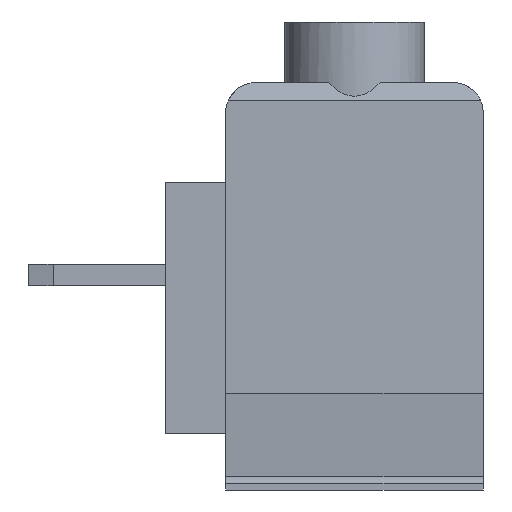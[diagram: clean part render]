
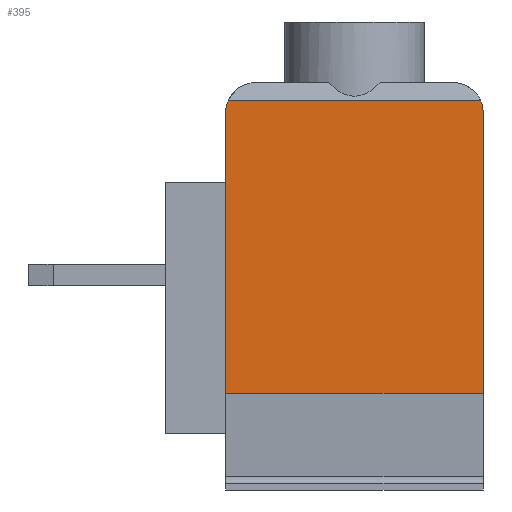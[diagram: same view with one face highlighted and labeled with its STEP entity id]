
A CAD part, left-side view. The second image highlights one B-rep face of the part: STEP entity #395.
In plain terms, the highlighted planar face has unit normal (-1, 0, 0).
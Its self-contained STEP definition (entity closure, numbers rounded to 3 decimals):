
#395 = ADVANCED_FACE( '', ( #938 ), #939, .T. );
#938 = FACE_OUTER_BOUND( '', #1632, .T. );
#939 = PLANE( '', #1633 );
#1632 = EDGE_LOOP( '', ( #2778, #2779, #2780, #2781, #2782, #2783 ) );
#1633 = AXIS2_PLACEMENT_3D( '', #2784, #2785, #2786 );
#2778 = ORIENTED_EDGE( '', *, *, #4489, .F. );
#2779 = ORIENTED_EDGE( '', *, *, #4490, .T. );
#2780 = ORIENTED_EDGE( '', *, *, #4431, .T. );
#2781 = ORIENTED_EDGE( '', *, *, #4491, .T. );
#2782 = ORIENTED_EDGE( '', *, *, #4179, .F. );
#2783 = ORIENTED_EDGE( '', *, *, #4345, .T. );
#2784 = CARTESIAN_POINT( '', ( -10., -4.25, -6.2 ) );
#2785 = DIRECTION( '', ( -1., 0., 0. ) );
#2786 = DIRECTION( '', ( 0., 0., 1. ) );
#4179 = EDGE_CURVE( '', #5039, #5041, #5042, .T. );
#4345 = EDGE_CURVE( '', #5039, #5318, #5320, .T. );
#4431 = EDGE_CURVE( '', #5452, #5450, #5453, .T. );
#4489 = EDGE_CURVE( '', #5546, #5318, #5547, .T. );
#4490 = EDGE_CURVE( '', #5546, #5452, #5548, .T. );
#4491 = EDGE_CURVE( '', #5450, #5041, #5549, .T. );
#5039 = VERTEX_POINT( '', #6256 );
#5041 = VERTEX_POINT( '', #6259 );
#5042 = LINE( '', #6260, #6261 );
#5318 = VERTEX_POINT( '', #6638 );
#5320 = CIRCLE( '', #6641, 1. );
#5450 = VERTEX_POINT( '', #6825 );
#5452 = VERTEX_POINT( '', #6828 );
#5453 = LINE( '', #6829, #6830 );
#5546 = VERTEX_POINT( '', #6967 );
#5547 = LINE( '', #6968, #6969 );
#5548 = LINE( '', #6970, #6971 );
#5549 = CIRCLE( '', #6972, 1. );
#6256 = CARTESIAN_POINT( '', ( -10., 4.167, 6.65 ) );
#6259 = CARTESIAN_POINT( '', ( -10., -4.167, 6.65 ) );
#6260 = CARTESIAN_POINT( '', ( -10., 4.25, 6.65 ) );
#6261 = VECTOR( '', #7755, 1000. );
#6638 = CARTESIAN_POINT( '', ( -10., 4.25, 6.25 ) );
#6641 = AXIS2_PLACEMENT_3D( '', #7945, #7946, #7947 );
#6825 = CARTESIAN_POINT( '', ( -10., -4.25, 6.25 ) );
#6828 = CARTESIAN_POINT( '', ( -10., -4.25, -3. ) );
#6829 = CARTESIAN_POINT( '', ( -10., -4.25, -6.2 ) );
#6830 = VECTOR( '', #8036, 1000. );
#6967 = CARTESIAN_POINT( '', ( -10., 4.25, -3. ) );
#6968 = CARTESIAN_POINT( '', ( -10., 4.25, -6.2 ) );
#6969 = VECTOR( '', #8099, 1000. );
#6970 = CARTESIAN_POINT( '', ( -10., 22.594, -3. ) );
#6971 = VECTOR( '', #8100, 1000. );
#6972 = AXIS2_PLACEMENT_3D( '', #8101, #8102, #8103 );
#7755 = DIRECTION( '', ( 0., -1., 0. ) );
#7945 = CARTESIAN_POINT( '', ( -10., 3.25, 6.25 ) );
#7946 = DIRECTION( '', ( -1., 0., 0. ) );
#7947 = DIRECTION( '', ( 0., 0., 1. ) );
#8036 = DIRECTION( '', ( 0., 0., 1. ) );
#8099 = DIRECTION( '', ( 0., 0., 1. ) );
#8100 = DIRECTION( '', ( 0., -1., 0. ) );
#8101 = CARTESIAN_POINT( '', ( -10., -3.25, 6.25 ) );
#8102 = DIRECTION( '', ( -1., 0., 0. ) );
#8103 = DIRECTION( '', ( 0., 0., 1. ) );
